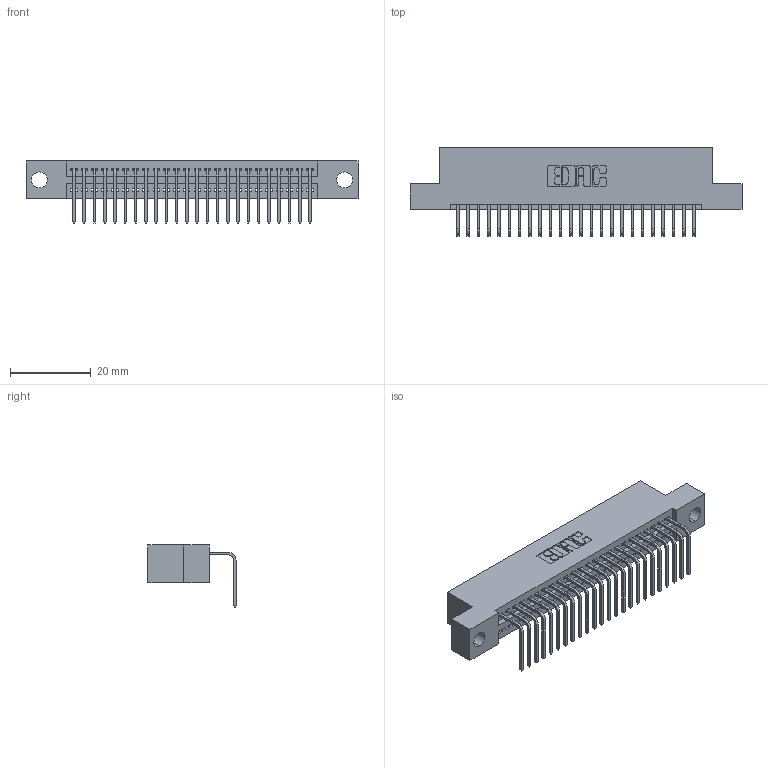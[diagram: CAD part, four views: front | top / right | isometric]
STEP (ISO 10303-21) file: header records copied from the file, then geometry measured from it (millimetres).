
FILE_DESCRIPTION (( 'STEP AP203' ), '1' );
FILE_NAME ('395-024-558-104.STEP', '2018-11-09T07:32:57', ( '' ), ( '' ), 'SwSTEP 2.0', 'SolidWorks 2016', '' );
FILE_SCHEMA (( 'CONFIG_CONTROL_DESIGN' ));
Length unit declared in the file: inch
Products named in the file (3): 345-292-001_558 Tail - 2; 345 Part_Flush Mounting Lugs - 0.156 Dia-TH; 395-024-558-104
Assembly tree (25 placements, depth 2):
  395-024-558-104
    345 Part_Flush Mounting Lugs - 0.156 Dia-TH
    345-292-001_558 Tail - 2  x24
Bounding box: 82.17 x 21.83 x 15.37 mm (x, y, z)
Volume: 7649.2 mm3; surface area: 10199 mm2
Topology: 25 solids, 25 shells, 1566 faces, 4709 edges, 3106 vertices
Faces by surface type: plane 1088, cylinder 478
Entity records: 20573 total; most frequent: CARTESIAN_POINT 3572, ORIENTED_EDGE 3530, DIRECTION 3145, EDGE_CURVE 1765, VECTOR 1537, LINE 1537, VERTEX_POINT 1174, AXIS2_PLACEMENT_3D 804
